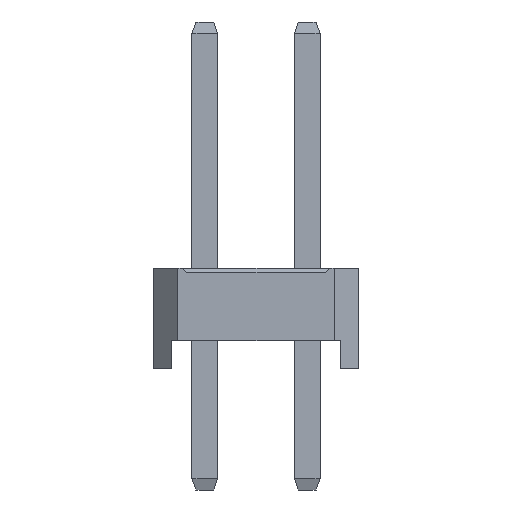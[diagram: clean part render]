
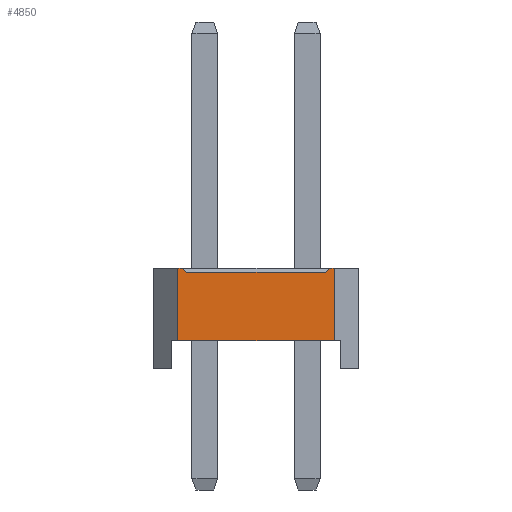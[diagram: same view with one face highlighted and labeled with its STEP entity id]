
A CAD part, left-side view. The second image highlights one B-rep face of the part: STEP entity #4850.
In plain terms, the highlighted planar face has unit normal (-1, 0, 0).
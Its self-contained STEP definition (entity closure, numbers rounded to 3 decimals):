
#4850=ADVANCED_FACE('',(#19791),#19793,.T.);
#19791=FACE_BOUND('',#19792,.T.);
#19792=EDGE_LOOP('',(#31471,#31472,#31473,#31474,#31475,#31476,#31477,#31478));
#19793=PLANE('',#19794);
#19794=AXIS2_PLACEMENT_3D('',#19795,#19796,#19797);
#19795=CARTESIAN_POINT('',(-1.27,3.21,0.));
#19796=DIRECTION('',(-1.,0.,0.));
#19797=DIRECTION('',(0.,-1.,0.));
#31471=ORIENTED_EDGE('',*,*,#38740,.F.);
#31472=ORIENTED_EDGE('',*,*,#38741,.T.);
#31473=ORIENTED_EDGE('',*,*,#38742,.F.);
#31474=ORIENTED_EDGE('',*,*,#37161,.F.);
#31475=ORIENTED_EDGE('',*,*,#38743,.F.);
#31476=ORIENTED_EDGE('',*,*,#36582,.T.);
#31477=ORIENTED_EDGE('',*,*,#38739,.T.);
#31478=ORIENTED_EDGE('',*,*,#37165,.F.);
#36582=EDGE_CURVE('',#40752,#40750,#40753,.T.);
#37161=EDGE_CURVE('',#41908,#41910,#41911,.T.);
#37165=EDGE_CURVE('',#41916,#41918,#41919,.T.);
#38739=EDGE_CURVE('',#40750,#41918,#44533,.T.);
#38740=EDGE_CURVE('',#44534,#41916,#44535,.F.);
#38741=EDGE_CURVE('',#44534,#44536,#44537,.T.);
#38742=EDGE_CURVE('',#41910,#44536,#44538,.F.);
#38743=EDGE_CURVE('',#40752,#41908,#44539,.T.);
#40750=VERTEX_POINT('',#47516);
#40752=VERTEX_POINT('',#47520);
#40753=LINE('',#47521,#47522);
#41908=VERTEX_POINT('',#49832);
#41910=VERTEX_POINT('',#49836);
#41911=LINE('',#49837,#49838);
#41916=VERTEX_POINT('',#49848);
#41918=VERTEX_POINT('',#49852);
#41919=LINE('',#49853,#49854);
#44533=LINE('',#55615,#55616);
#44534=VERTEX_POINT('',#55618);
#44535=LINE('',#55619,#55620);
#44536=VERTEX_POINT('',#55622);
#44537=LINE('',#55623,#55624);
#44538=LINE('',#55626,#55627);
#44539=LINE('',#55629,#55630);
#47516=CARTESIAN_POINT('',(-1.27,-0.67,0.7));
#47520=CARTESIAN_POINT('',(-1.27,3.21,0.7));
#47521=CARTESIAN_POINT('',(-1.27,3.21,0.7));
#47522=VECTOR('',#47523,1.);
#47523=DIRECTION('',(0.,-1.,0.));
#49832=CARTESIAN_POINT('',(-1.27,3.21,2.5));
#49836=CARTESIAN_POINT('',(-1.27,3.09,2.5));
#49837=CARTESIAN_POINT('',(-1.27,3.21,2.5));
#49838=VECTOR('',#49839,1.);
#49839=DIRECTION('',(0.,-1.,0.));
#49848=CARTESIAN_POINT('',(-1.27,-0.55,2.5));
#49852=CARTESIAN_POINT('',(-1.27,-0.67,2.5));
#49853=CARTESIAN_POINT('',(-1.27,-0.55,2.5));
#49854=VECTOR('',#49855,1.);
#49855=DIRECTION('',(0.,-1.,0.));
#55615=CARTESIAN_POINT('',(-1.27,-0.67,0.7));
#55616=VECTOR('',#55617,1.);
#55617=DIRECTION('',(0.,0.,1.));
#55618=CARTESIAN_POINT('',(-1.27,-0.45,2.4));
#55619=CARTESIAN_POINT('',(-1.27,-0.55,2.5));
#55620=VECTOR('',#55621,1.);
#55621=DIRECTION('',(0.,0.707,-0.707));
#55622=CARTESIAN_POINT('',(-1.27,2.99,2.4));
#55623=CARTESIAN_POINT('',(-1.27,-0.45,2.4));
#55624=VECTOR('',#55625,1.);
#55625=DIRECTION('',(0.,1.,0.));
#55626=CARTESIAN_POINT('',(-1.27,2.99,2.4));
#55627=VECTOR('',#55628,1.);
#55628=DIRECTION('',(0.,0.707,0.707));
#55629=CARTESIAN_POINT('',(-1.27,3.21,0.7));
#55630=VECTOR('',#55631,1.);
#55631=DIRECTION('',(0.,0.,1.));
